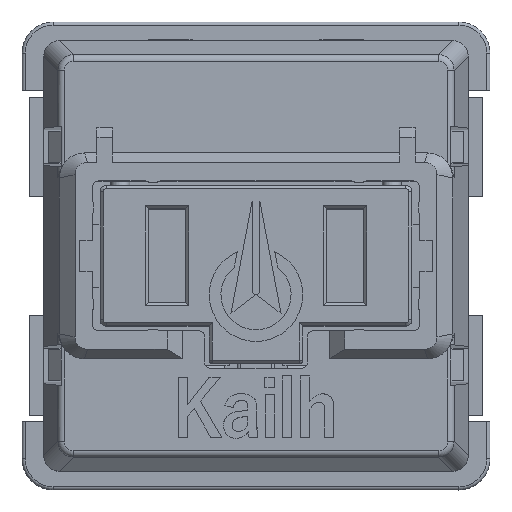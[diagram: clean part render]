
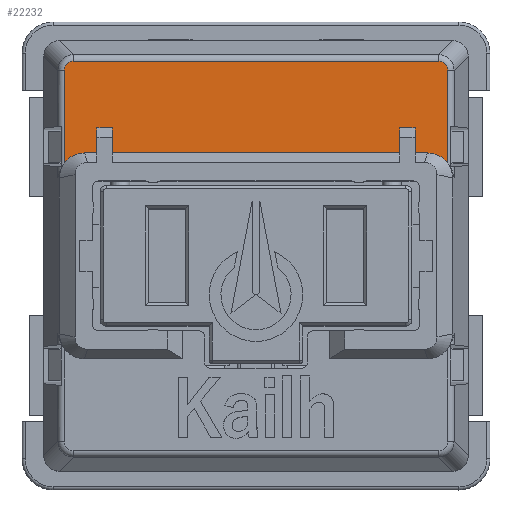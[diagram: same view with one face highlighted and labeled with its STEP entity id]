
A CAD part, top view. The second image highlights one B-rep face of the part: STEP entity #22232.
In plain terms, the highlighted planar face has unit normal (0, 0, 1).
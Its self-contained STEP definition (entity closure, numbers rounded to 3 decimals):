
#18779 = VERTEX_POINT('',#18780);
#18780 = CARTESIAN_POINT('',(6.142,2.977,2.));
#18797 = VERTEX_POINT('',#18798);
#18798 = CARTESIAN_POINT('',(6.142,5.95,2.));
#18805 = EDGE_CURVE('',#18779,#18797,#18806,.T.);
#18806 = LINE('',#18807,#18808);
#18807 = CARTESIAN_POINT('',(6.142,2.5,2.));
#18808 = VECTOR('',#18809,1.);
#18809 = DIRECTION('',(0.,1.,0.));
#19604 = VERTEX_POINT('',#19605);
#19605 = CARTESIAN_POINT('',(-6.142,2.977,2.));
#19622 = EDGE_CURVE('',#19604,#19623,#19625,.T.);
#19623 = VERTEX_POINT('',#19624);
#19624 = CARTESIAN_POINT('',(-6.142,5.95,2.));
#19625 = LINE('',#19626,#19627);
#19626 = CARTESIAN_POINT('',(-6.142,2.5,2.));
#19627 = VECTOR('',#19628,1.);
#19628 = DIRECTION('',(0.,1.,0.));
#22232 = ADVANCED_FACE('',(#22233),#22349,.T.);
#22233 = FACE_BOUND('',#22234,.T.);
#22234 = EDGE_LOOP('',(#22235,#22236,#22245,#22253,#22261,#22269,#22277,
    #22285,#22293,#22301,#22309,#22317,#22324,#22325,#22334,#22342));
#22235 = ORIENTED_EDGE('',*,*,#19622,.F.);
#22236 = ORIENTED_EDGE('',*,*,#22237,.F.);
#22237 = EDGE_CURVE('',#22238,#19604,#22240,.T.);
#22238 = VERTEX_POINT('',#22239);
#22239 = CARTESIAN_POINT('',(-5.5,3.3,2.));
#22240 = CIRCLE('',#22241,0.8);
#22241 = AXIS2_PLACEMENT_3D('',#22242,#22243,#22244);
#22242 = CARTESIAN_POINT('',(-5.5,2.5,2.));
#22243 = DIRECTION('',(0.,0.,1.));
#22244 = DIRECTION('',(1.,0.,-0.));
#22245 = ORIENTED_EDGE('',*,*,#22246,.T.);
#22246 = EDGE_CURVE('',#22238,#22247,#22249,.T.);
#22247 = VERTEX_POINT('',#22248);
#22248 = CARTESIAN_POINT('',(-5.1,3.3,2.));
#22249 = LINE('',#22250,#22251);
#22250 = CARTESIAN_POINT('',(-5.5,3.3,2.));
#22251 = VECTOR('',#22252,1.);
#22252 = DIRECTION('',(1.,0.,0.));
#22253 = ORIENTED_EDGE('',*,*,#22254,.T.);
#22254 = EDGE_CURVE('',#22247,#22255,#22257,.T.);
#22255 = VERTEX_POINT('',#22256);
#22256 = CARTESIAN_POINT('',(-5.1,4.1,2.));
#22257 = LINE('',#22258,#22259);
#22258 = CARTESIAN_POINT('',(-5.1,3.3,2.));
#22259 = VECTOR('',#22260,1.);
#22260 = DIRECTION('',(0.,1.,0.));
#22261 = ORIENTED_EDGE('',*,*,#22262,.T.);
#22262 = EDGE_CURVE('',#22255,#22263,#22265,.T.);
#22263 = VERTEX_POINT('',#22264);
#22264 = CARTESIAN_POINT('',(-4.6,4.1,2.));
#22265 = LINE('',#22266,#22267);
#22266 = CARTESIAN_POINT('',(-5.1,4.1,2.));
#22267 = VECTOR('',#22268,1.);
#22268 = DIRECTION('',(1.,0.,0.));
#22269 = ORIENTED_EDGE('',*,*,#22270,.T.);
#22270 = EDGE_CURVE('',#22263,#22271,#22273,.T.);
#22271 = VERTEX_POINT('',#22272);
#22272 = CARTESIAN_POINT('',(-4.6,3.3,2.));
#22273 = LINE('',#22274,#22275);
#22274 = CARTESIAN_POINT('',(-4.6,4.1,2.));
#22275 = VECTOR('',#22276,1.);
#22276 = DIRECTION('',(0.,-1.,0.));
#22277 = ORIENTED_EDGE('',*,*,#22278,.T.);
#22278 = EDGE_CURVE('',#22271,#22279,#22281,.T.);
#22279 = VERTEX_POINT('',#22280);
#22280 = CARTESIAN_POINT('',(4.6,3.3,2.));
#22281 = LINE('',#22282,#22283);
#22282 = CARTESIAN_POINT('',(-4.6,3.3,2.));
#22283 = VECTOR('',#22284,1.);
#22284 = DIRECTION('',(1.,0.,0.));
#22285 = ORIENTED_EDGE('',*,*,#22286,.T.);
#22286 = EDGE_CURVE('',#22279,#22287,#22289,.T.);
#22287 = VERTEX_POINT('',#22288);
#22288 = CARTESIAN_POINT('',(4.6,4.1,2.));
#22289 = LINE('',#22290,#22291);
#22290 = CARTESIAN_POINT('',(4.6,3.3,2.));
#22291 = VECTOR('',#22292,1.);
#22292 = DIRECTION('',(0.,1.,0.));
#22293 = ORIENTED_EDGE('',*,*,#22294,.T.);
#22294 = EDGE_CURVE('',#22287,#22295,#22297,.T.);
#22295 = VERTEX_POINT('',#22296);
#22296 = CARTESIAN_POINT('',(5.1,4.1,2.));
#22297 = LINE('',#22298,#22299);
#22298 = CARTESIAN_POINT('',(4.6,4.1,2.));
#22299 = VECTOR('',#22300,1.);
#22300 = DIRECTION('',(1.,0.,0.));
#22301 = ORIENTED_EDGE('',*,*,#22302,.T.);
#22302 = EDGE_CURVE('',#22295,#22303,#22305,.T.);
#22303 = VERTEX_POINT('',#22304);
#22304 = CARTESIAN_POINT('',(5.1,3.3,2.));
#22305 = LINE('',#22306,#22307);
#22306 = CARTESIAN_POINT('',(5.1,4.1,2.));
#22307 = VECTOR('',#22308,1.);
#22308 = DIRECTION('',(0.,-1.,0.));
#22309 = ORIENTED_EDGE('',*,*,#22310,.T.);
#22310 = EDGE_CURVE('',#22303,#22311,#22313,.T.);
#22311 = VERTEX_POINT('',#22312);
#22312 = CARTESIAN_POINT('',(5.5,3.3,2.));
#22313 = LINE('',#22314,#22315);
#22314 = CARTESIAN_POINT('',(5.1,3.3,2.));
#22315 = VECTOR('',#22316,1.);
#22316 = DIRECTION('',(1.,0.,0.));
#22317 = ORIENTED_EDGE('',*,*,#22318,.F.);
#22318 = EDGE_CURVE('',#18779,#22311,#22319,.T.);
#22319 = CIRCLE('',#22320,0.8);
#22320 = AXIS2_PLACEMENT_3D('',#22321,#22322,#22323);
#22321 = CARTESIAN_POINT('',(5.5,2.5,2.));
#22322 = DIRECTION('',(0.,0.,1.));
#22323 = DIRECTION('',(1.,0.,-0.));
#22324 = ORIENTED_EDGE('',*,*,#18805,.T.);
#22325 = ORIENTED_EDGE('',*,*,#22326,.T.);
#22326 = EDGE_CURVE('',#18797,#22327,#22329,.T.);
#22327 = VERTEX_POINT('',#22328);
#22328 = CARTESIAN_POINT('',(5.85,6.242,2.));
#22329 = CIRCLE('',#22330,0.292);
#22330 = AXIS2_PLACEMENT_3D('',#22331,#22332,#22333);
#22331 = CARTESIAN_POINT('',(5.85,5.95,2.));
#22332 = DIRECTION('',(0.,-0.,1.));
#22333 = DIRECTION('',(1.,0.,0.));
#22334 = ORIENTED_EDGE('',*,*,#22335,.F.);
#22335 = EDGE_CURVE('',#22336,#22327,#22338,.T.);
#22336 = VERTEX_POINT('',#22337);
#22337 = CARTESIAN_POINT('',(-5.85,6.242,2.));
#22338 = LINE('',#22339,#22340);
#22339 = CARTESIAN_POINT('',(-7.5,6.242,2.));
#22340 = VECTOR('',#22341,1.);
#22341 = DIRECTION('',(1.,0.,0.));
#22342 = ORIENTED_EDGE('',*,*,#22343,.F.);
#22343 = EDGE_CURVE('',#19623,#22336,#22344,.T.);
#22344 = CIRCLE('',#22345,0.292);
#22345 = AXIS2_PLACEMENT_3D('',#22346,#22347,#22348);
#22346 = CARTESIAN_POINT('',(-5.85,5.95,2.));
#22347 = DIRECTION('',(0.,0.,-1.));
#22348 = DIRECTION('',(-1.,0.,0.));
#22349 = PLANE('',#22350);
#22350 = AXIS2_PLACEMENT_3D('',#22351,#22352,#22353);
#22351 = CARTESIAN_POINT('',(-6.3,10.,2.));
#22352 = DIRECTION('',(0.,0.,1.));
#22353 = DIRECTION('',(1.,0.,0.));
